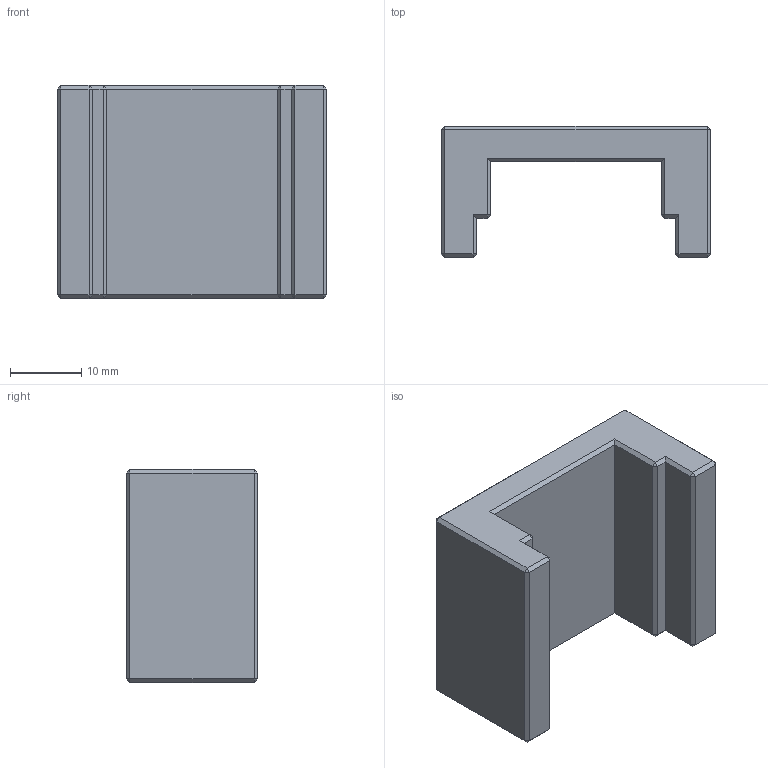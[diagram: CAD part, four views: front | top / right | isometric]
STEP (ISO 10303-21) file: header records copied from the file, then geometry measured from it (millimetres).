
FILE_DESCRIPTION(/* description */ (''),/* implementation_level */ '2;1');
FILE_NAME(/* name */ 'jig_set_linear_rail_x_axis.step',/* time_stamp */ '2020-10-07T19:24:48+07:00',/* author */ (''),/* organization */ (''),/* preprocessor_version */ 'ST-DEVELOPER v18.1',/* originating_system */ 'Autodesk Translation Framework v9.3.0.1241',/* authorisation */ '');
FILE_SCHEMA (('AUTOMOTIVE_DESIGN { 1 0 10303 214 3 1 1 }'));
Length unit declared in the file: millimetre
Products named in the file (1): Jig Set Linear X Axis
Bounding box: 38 x 18.5 x 30 mm (x, y, z)
Volume: 10545.7 mm3; surface area: 4815.2 mm2
Topology: 1 solids, 1 shells, 75 faces, 160 edges, 88 vertices
Faces by surface type: plane 75
Entity records: 1946 total; most frequent: CARTESIAN_POINT 324, ORIENTED_EDGE 320, DIRECTION 312, LINE 160, VECTOR 160, EDGE_CURVE 160, VERTEX_POINT 88, EDGE_LOOP 76
